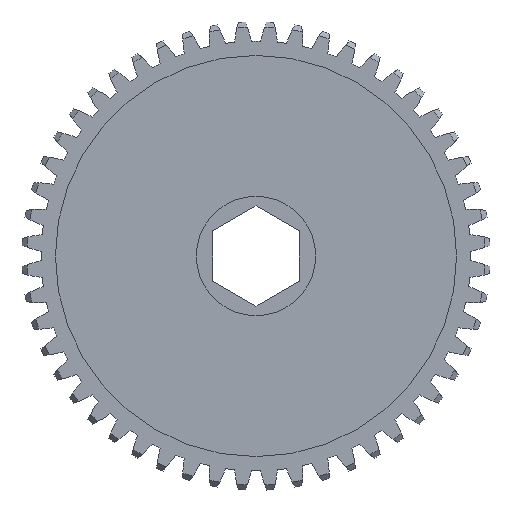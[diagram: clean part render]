
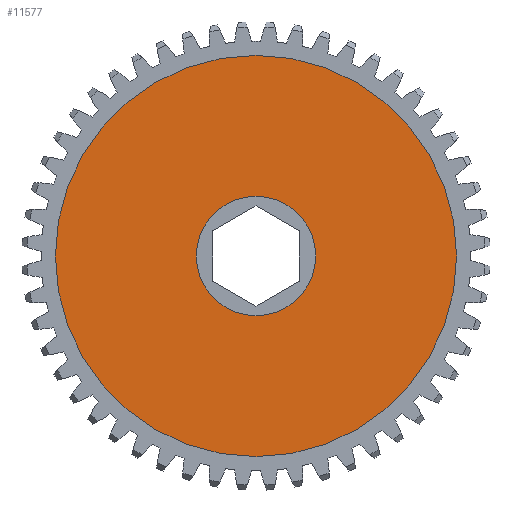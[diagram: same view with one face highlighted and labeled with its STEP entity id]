
A CAD part, left-side view. The second image highlights one B-rep face of the part: STEP entity #11577.
In plain terms, the highlighted planar face has unit normal (-1, 0, 0).
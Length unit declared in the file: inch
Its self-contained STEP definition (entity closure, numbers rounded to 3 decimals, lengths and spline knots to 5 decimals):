
#1092 = DIRECTION ( 'NONE',  ( -1., 0., 0. ) ) ;
#1170 = CARTESIAN_POINT ( 'NONE',  ( 0.1375, 0., 0. ) ) ;
#1443 = ORIENTED_EDGE ( 'NONE', *, *, #7371, .T. ) ;
#1600 = CARTESIAN_POINT ( 'NONE',  ( 0.1375, 0., -1.15625 ) ) ;
#1611 = CARTESIAN_POINT ( 'NONE',  ( 0.1375, 0., 0.34375 ) ) ;
#1786 = PLANE ( 'NONE',  #2040 ) ;
#1850 = ORIENTED_EDGE ( 'NONE', *, *, #7982, .T. ) ;
#2006 = VERTEX_POINT ( 'NONE', #7883 ) ;
#2040 = AXIS2_PLACEMENT_3D ( 'NONE', #1170, #9095, #3445 ) ;
#2119 = CIRCLE ( 'NONE', #11463, 0.34375 ) ;
#2872 = DIRECTION ( 'NONE',  ( -1., 0., 0. ) ) ;
#3037 = AXIS2_PLACEMENT_3D ( 'NONE', #11421, #4776, #8675 ) ;
#3147 = AXIS2_PLACEMENT_3D ( 'NONE', #11063, #2872, #6507 ) ;
#3445 = DIRECTION ( 'NONE',  ( 0., 0., 1. ) ) ;
#3517 = DIRECTION ( 'NONE',  ( 0., 0., 1. ) ) ;
#3617 = FACE_OUTER_BOUND ( 'NONE', #4380, .T. ) ;
#3691 = FACE_BOUND ( 'NONE', #11619, .T. ) ;
#4380 = EDGE_LOOP ( 'NONE', ( #1443, #1850 ) ) ;
#4721 = VERTEX_POINT ( 'NONE', #1611 ) ;
#4776 = DIRECTION ( 'NONE',  ( -1., 0., 0. ) ) ;
#4828 = ORIENTED_EDGE ( 'NONE', *, *, #6666, .F. ) ;
#5025 = VERTEX_POINT ( 'NONE', #11386 ) ;
#5862 = DIRECTION ( 'NONE',  ( -1., 0., 0. ) ) ;
#6204 = CIRCLE ( 'NONE', #3147, 0.34375 ) ;
#6507 = DIRECTION ( 'NONE',  ( 0., 0., 1. ) ) ;
#6528 = CIRCLE ( 'NONE', #10307, 1.15625 ) ;
#6666 = EDGE_CURVE ( 'NONE', #4721, #2006, #2119, .T. ) ;
#6851 = VERTEX_POINT ( 'NONE', #1600 ) ;
#7193 = CARTESIAN_POINT ( 'NONE',  ( 0.1375, 0., 0. ) ) ;
#7371 = EDGE_CURVE ( 'NONE', #5025, #6851, #6528, .T. ) ;
#7595 = CARTESIAN_POINT ( 'NONE',  ( 0.1375, 0., 0. ) ) ;
#7883 = CARTESIAN_POINT ( 'NONE',  ( 0.1375, 0., -0.34375 ) ) ;
#7982 = EDGE_CURVE ( 'NONE', #6851, #5025, #11439, .T. ) ;
#8675 = DIRECTION ( 'NONE',  ( 0., 0., 1. ) ) ;
#8762 = EDGE_CURVE ( 'NONE', #2006, #4721, #6204, .T. ) ;
#9095 = DIRECTION ( 'NONE',  ( -1., 0., 0. ) ) ;
#10307 = AXIS2_PLACEMENT_3D ( 'NONE', #7595, #1092, #3517 ) ;
#10808 = ORIENTED_EDGE ( 'NONE', *, *, #8762, .F. ) ;
#11063 = CARTESIAN_POINT ( 'NONE',  ( 0.1375, 0., 0. ) ) ;
#11386 = CARTESIAN_POINT ( 'NONE',  ( 0.1375, 0., 1.15625 ) ) ;
#11421 = CARTESIAN_POINT ( 'NONE',  ( 0.1375, 0., 0. ) ) ;
#11439 = CIRCLE ( 'NONE', #3037, 1.15625 ) ;
#11463 = AXIS2_PLACEMENT_3D ( 'NONE', #7193, #5862, #11569 ) ;
#11569 = DIRECTION ( 'NONE',  ( 0., 0., 1. ) ) ;
#11577 = ADVANCED_FACE ( 'NONE', ( #3691, #3617 ), #1786, .T. ) ;
#11619 = EDGE_LOOP ( 'NONE', ( #10808, #4828 ) ) ;
